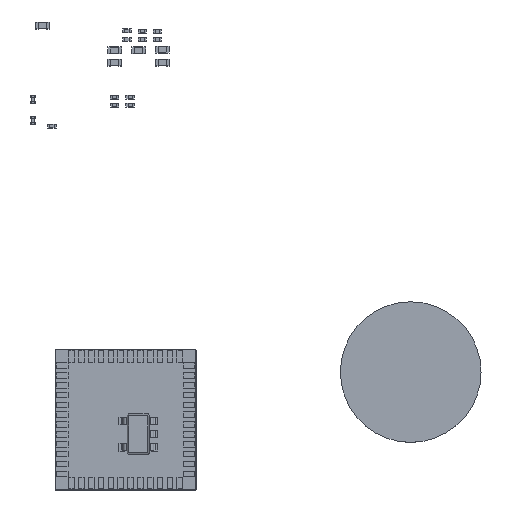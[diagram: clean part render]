
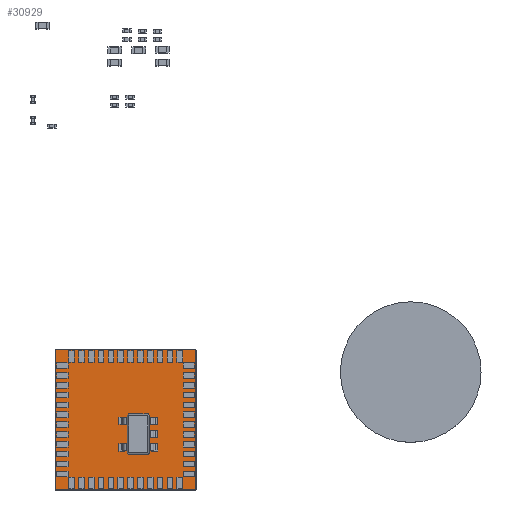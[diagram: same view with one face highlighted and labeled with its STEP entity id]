
A CAD part, top view. The second image highlights one B-rep face of the part: STEP entity #30929.
In plain terms, the highlighted face is planar.
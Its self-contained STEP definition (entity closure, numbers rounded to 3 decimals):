
#30379 = PLANE('',#30380);
#30380 = AXIS2_PLACEMENT_3D('',#30381,#30382,#30383);
#30381 = CARTESIAN_POINT('',(5.,1.35,-5.));
#30382 = DIRECTION('',(0.,0.,1.));
#30383 = DIRECTION('',(1.,0.,0.));
#30397 = VERTEX_POINT('',#30398);
#30398 = CARTESIAN_POINT('',(5.,0.05,5.));
#30405 = PLANE('',#30406);
#30406 = AXIS2_PLACEMENT_3D('',#30407,#30408,#30409);
#30407 = CARTESIAN_POINT('',(5.,1.35,5.));
#30408 = DIRECTION('',(0.,0.,-1.));
#30409 = DIRECTION('',(-1.,0.,0.));
#30417 = PLANE('',#30418);
#30418 = AXIS2_PLACEMENT_3D('',#30419,#30420,#30421);
#30419 = CARTESIAN_POINT('',(5.,1.35,5.));
#30420 = DIRECTION('',(-1.,0.,0.));
#30421 = DIRECTION('',(0.,0.,1.));
#30429 = EDGE_CURVE('',#30430,#30397,#30432,.T.);
#30430 = VERTEX_POINT('',#30431);
#30431 = CARTESIAN_POINT('',(-5.,0.05,5.));
#30432 = SURFACE_CURVE('',#30433,(#30437,#30444),.PCURVE_S1.);
#30433 = LINE('',#30434,#30435);
#30434 = CARTESIAN_POINT('',(5.,0.05,5.));
#30435 = VECTOR('',#30436,1.);
#30436 = DIRECTION('',(1.,0.,0.));
#30437 = PCURVE('',#30405,#30438);
#30438 = DEFINITIONAL_REPRESENTATION('',(#30439),#30443);
#30439 = LINE('',#30440,#30441);
#30440 = CARTESIAN_POINT('',(0.,-1.3));
#30441 = VECTOR('',#30442,1.);
#30442 = DIRECTION('',(-1.,0.));
#30443 = ( GEOMETRIC_REPRESENTATION_CONTEXT(2) 
PARAMETRIC_REPRESENTATION_CONTEXT() REPRESENTATION_CONTEXT('2D SPACE',''
  ) );
#30444 = PCURVE('',#30445,#30450);
#30445 = PLANE('',#30446);
#30446 = AXIS2_PLACEMENT_3D('',#30447,#30448,#30449);
#30447 = CARTESIAN_POINT('',(0.,0.05,0.));
#30448 = DIRECTION('',(0.,1.,0.));
#30449 = DIRECTION('',(0.,0.,1.));
#30450 = DEFINITIONAL_REPRESENTATION('',(#30451),#30455);
#30451 = LINE('',#30452,#30453);
#30452 = CARTESIAN_POINT('',(5.,5.));
#30453 = VECTOR('',#30454,1.);
#30454 = DIRECTION('',(0.,1.));
#30455 = ( GEOMETRIC_REPRESENTATION_CONTEXT(2) 
PARAMETRIC_REPRESENTATION_CONTEXT() REPRESENTATION_CONTEXT('2D SPACE',''
  ) );
#30473 = PLANE('',#30474);
#30474 = AXIS2_PLACEMENT_3D('',#30475,#30476,#30477);
#30475 = CARTESIAN_POINT('',(-5.,1.35,5.));
#30476 = DIRECTION('',(1.,0.,0.));
#30477 = DIRECTION('',(0.,0.,-1.));
#30720 = VERTEX_POINT('',#30721);
#30721 = CARTESIAN_POINT('',(-5.,0.05,-5.));
#30742 = EDGE_CURVE('',#30743,#30720,#30745,.T.);
#30743 = VERTEX_POINT('',#30744);
#30744 = CARTESIAN_POINT('',(5.,0.05,-5.));
#30745 = SURFACE_CURVE('',#30746,(#30750,#30757),.PCURVE_S1.);
#30746 = LINE('',#30747,#30748);
#30747 = CARTESIAN_POINT('',(5.,0.05,-5.));
#30748 = VECTOR('',#30749,1.);
#30749 = DIRECTION('',(-1.,0.,0.));
#30750 = PCURVE('',#30379,#30751);
#30751 = DEFINITIONAL_REPRESENTATION('',(#30752),#30756);
#30752 = LINE('',#30753,#30754);
#30753 = CARTESIAN_POINT('',(0.,-1.3));
#30754 = VECTOR('',#30755,1.);
#30755 = DIRECTION('',(-1.,0.));
#30756 = ( GEOMETRIC_REPRESENTATION_CONTEXT(2) 
PARAMETRIC_REPRESENTATION_CONTEXT() REPRESENTATION_CONTEXT('2D SPACE',''
  ) );
#30757 = PCURVE('',#30445,#30758);
#30758 = DEFINITIONAL_REPRESENTATION('',(#30759),#30763);
#30759 = LINE('',#30760,#30761);
#30760 = CARTESIAN_POINT('',(-5.,5.));
#30761 = VECTOR('',#30762,1.);
#30762 = DIRECTION('',(0.,-1.));
#30763 = ( GEOMETRIC_REPRESENTATION_CONTEXT(2) 
PARAMETRIC_REPRESENTATION_CONTEXT() REPRESENTATION_CONTEXT('2D SPACE',''
  ) );
#30908 = EDGE_CURVE('',#30720,#30430,#30909,.T.);
#30909 = SURFACE_CURVE('',#30910,(#30914,#30921),.PCURVE_S1.);
#30910 = LINE('',#30911,#30912);
#30911 = CARTESIAN_POINT('',(-5.,0.05,5.));
#30912 = VECTOR('',#30913,1.);
#30913 = DIRECTION('',(0.,0.,1.));
#30914 = PCURVE('',#30473,#30915);
#30915 = DEFINITIONAL_REPRESENTATION('',(#30916),#30920);
#30916 = LINE('',#30917,#30918);
#30917 = CARTESIAN_POINT('',(0.,-1.3));
#30918 = VECTOR('',#30919,1.);
#30919 = DIRECTION('',(-1.,0.));
#30920 = ( GEOMETRIC_REPRESENTATION_CONTEXT(2) 
PARAMETRIC_REPRESENTATION_CONTEXT() REPRESENTATION_CONTEXT('2D SPACE',''
  ) );
#30921 = PCURVE('',#30445,#30922);
#30922 = DEFINITIONAL_REPRESENTATION('',(#30923),#30927);
#30923 = LINE('',#30924,#30925);
#30924 = CARTESIAN_POINT('',(5.,-5.));
#30925 = VECTOR('',#30926,1.);
#30926 = DIRECTION('',(1.,0.));
#30927 = ( GEOMETRIC_REPRESENTATION_CONTEXT(2) 
PARAMETRIC_REPRESENTATION_CONTEXT() REPRESENTATION_CONTEXT('2D SPACE',''
  ) );
#30929 = ADVANCED_FACE('',(#30930),#30445,.F.);
#30930 = FACE_BOUND('',#30931,.T.);
#30931 = EDGE_LOOP('',(#30932,#30933,#30934,#30955));
#30932 = ORIENTED_EDGE('',*,*,#30908,.F.);
#30933 = ORIENTED_EDGE('',*,*,#30742,.F.);
#30934 = ORIENTED_EDGE('',*,*,#30935,.F.);
#30935 = EDGE_CURVE('',#30397,#30743,#30936,.T.);
#30936 = SURFACE_CURVE('',#30937,(#30941,#30948),.PCURVE_S1.);
#30937 = LINE('',#30938,#30939);
#30938 = CARTESIAN_POINT('',(5.,0.05,5.));
#30939 = VECTOR('',#30940,1.);
#30940 = DIRECTION('',(0.,0.,-1.));
#30941 = PCURVE('',#30445,#30942);
#30942 = DEFINITIONAL_REPRESENTATION('',(#30943),#30947);
#30943 = LINE('',#30944,#30945);
#30944 = CARTESIAN_POINT('',(5.,5.));
#30945 = VECTOR('',#30946,1.);
#30946 = DIRECTION('',(-1.,0.));
#30947 = ( GEOMETRIC_REPRESENTATION_CONTEXT(2) 
PARAMETRIC_REPRESENTATION_CONTEXT() REPRESENTATION_CONTEXT('2D SPACE',''
  ) );
#30948 = PCURVE('',#30417,#30949);
#30949 = DEFINITIONAL_REPRESENTATION('',(#30950),#30954);
#30950 = LINE('',#30951,#30952);
#30951 = CARTESIAN_POINT('',(0.,-1.3));
#30952 = VECTOR('',#30953,1.);
#30953 = DIRECTION('',(-1.,0.));
#30954 = ( GEOMETRIC_REPRESENTATION_CONTEXT(2) 
PARAMETRIC_REPRESENTATION_CONTEXT() REPRESENTATION_CONTEXT('2D SPACE',''
  ) );
#30955 = ORIENTED_EDGE('',*,*,#30429,.F.);
